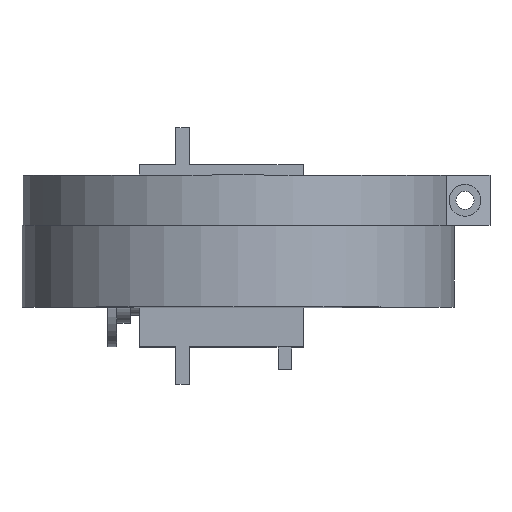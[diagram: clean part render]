
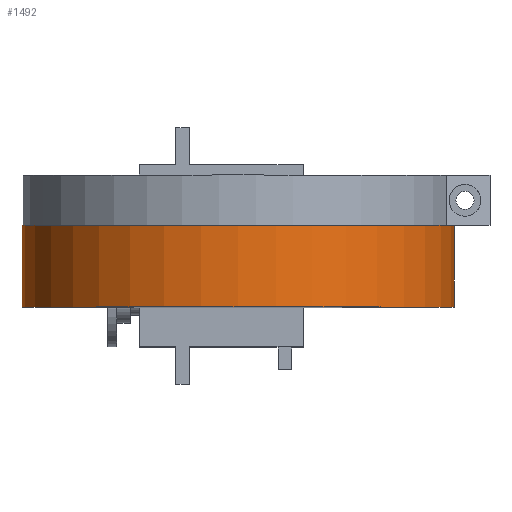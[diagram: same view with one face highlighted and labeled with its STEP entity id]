
A CAD part, top view. The second image highlights one B-rep face of the part: STEP entity #1492.
In plain terms, the highlighted cylindrical face has radius 47.5 mm (diameter 95 mm), a full revolution.
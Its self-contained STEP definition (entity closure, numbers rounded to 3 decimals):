
#238=FACE_OUTER_BOUND('',#359,.T.);
#359=EDGE_LOOP('',(#1305,#1306,#1307,#1308));
#478=LINE('',#4017,#581);
#581=VECTOR('',#2041,47.5);
#633=CIRCLE('',#1674,47.5);
#634=CIRCLE('',#1675,47.5);
#755=VERTEX_POINT('',#4014);
#756=VERTEX_POINT('',#4016);
#944=EDGE_CURVE('',#755,#755,#633,.T.);
#945=EDGE_CURVE('',#755,#756,#478,.T.);
#946=EDGE_CURVE('',#756,#756,#634,.T.);
#1305=ORIENTED_EDGE('',*,*,#944,.F.);
#1306=ORIENTED_EDGE('',*,*,#945,.T.);
#1307=ORIENTED_EDGE('',*,*,#946,.F.);
#1308=ORIENTED_EDGE('',*,*,#945,.F.);
#1413=CYLINDRICAL_SURFACE('',#1673,47.5);
#1492=ADVANCED_FACE('',(#238),#1413,.T.);
#1673=AXIS2_PLACEMENT_3D('',#4013,#2037,#2038);
#1674=AXIS2_PLACEMENT_3D('',#4015,#2039,#2040);
#1675=AXIS2_PLACEMENT_3D('',#4018,#2042,#2043);
#2037=DIRECTION('center_axis',(0.,-1.,0.));
#2038=DIRECTION('ref_axis',(1.,0.,0.));
#2039=DIRECTION('center_axis',(0.,-1.,0.));
#2040=DIRECTION('ref_axis',(1.,0.,0.));
#2041=DIRECTION('',(0.,1.,0.));
#2042=DIRECTION('center_axis',(0.,1.,0.));
#2043=DIRECTION('ref_axis',(1.,0.,0.));
#4013=CARTESIAN_POINT('Origin',(0.,0.,0.));
#4014=CARTESIAN_POINT('',(-47.5,-18.,0.));
#4015=CARTESIAN_POINT('Origin',(0.,-18.,0.));
#4016=CARTESIAN_POINT('',(-47.5,0.,0.));
#4017=CARTESIAN_POINT('',(-47.5,0.,0.));
#4018=CARTESIAN_POINT('Origin',(0.,0.,0.));
